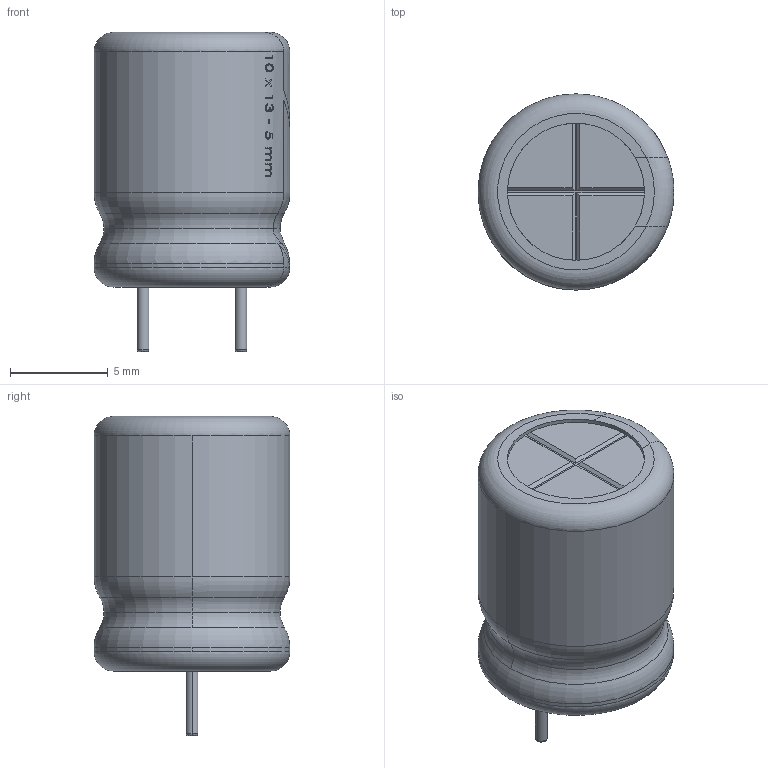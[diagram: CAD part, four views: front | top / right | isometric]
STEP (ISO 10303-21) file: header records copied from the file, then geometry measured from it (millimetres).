
FILE_DESCRIPTION (( 'STEP AP214' ), '1' );
FILE_NAME ('User Library-Cap-EL(10x13-5).STEP', '2018-01-04T16:09:46', ( '' ), ( '' ), 'SwSTEP 2.0', 'SolidWorks 2018', '' );
FILE_SCHEMA (( 'AUTOMOTIVE_DESIGN' ));
Length unit declared in the file: millimetre
Products named in the file (1): User Library-Cap-EL(10x13-5)
Bounding box: 10 x 10 x 16.3 mm (x, y, z)
Volume: 522 mm3; surface area: 894.9 mm2
Topology: 1 solids, 2 shells, 429 faces, 1133 edges, 749 vertices
Faces by surface type: plane 208, bspline 134, cylinder 61, torus 26
Entity records: 24767 total; most frequent: CARTESIAN_POINT 10533, ORIENTED_EDGE 2266, DIRECTION 1477, EDGE_CURVE 1133, VERTEX_POINT 749, AXIS2_PLACEMENT_3D 537, B_SPLINE_CURVE_WITH_KNOTS 473, EDGE_LOOP 470
